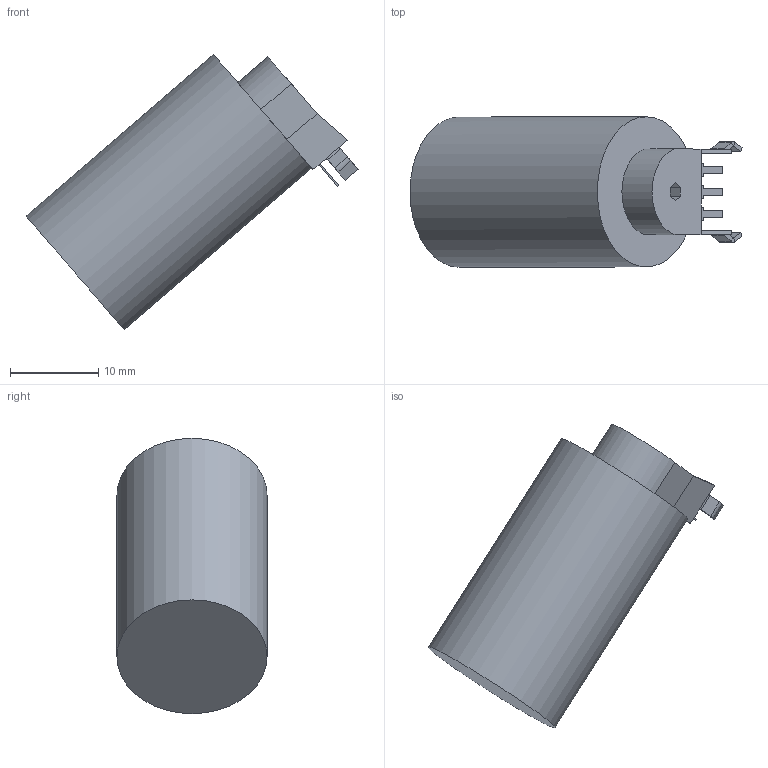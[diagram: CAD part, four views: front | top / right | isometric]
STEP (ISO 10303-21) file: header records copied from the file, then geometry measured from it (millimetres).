
FILE_DESCRIPTION(('FreeCAD Model'),'2;1');
FILE_NAME('CEN979012RO2_Kailh_Red_Encoder_9mm.step','2020-12-24T02:45:27',(''),(''), 'Open CASCADE STEP processor 7.4','FreeCAD','Unknown');
FILE_SCHEMA(('AUTOMOTIVE_DESIGN { 1 0 10303 214 1 1 1 1 }'));
Length unit declared in the file: millimetre
Products named in the file (3): Unnamed; CEN979012RO2_Kailh_Red_Encoder_9mm; Knob
Assembly tree (2 placements, depth 2):
  Unnamed
    CEN979012RO2_Kailh_Red_Encoder_9mm
    Knob
Bounding box: 37.58 x 17 x 31.16 mm (x, y, z)
Volume: 6453.8 mm3; surface area: 2709.8 mm2
Topology: 2 solids, 2 shells, 91 faces, 212 edges, 128 vertices
Faces by surface type: plane 76, cylinder 11, bspline 4
Full cylindrical faces by diameter (mm): 4 x1, 17 x1
Entity records: 2571 total; most frequent: CARTESIAN_POINT 454, ORIENTED_EDGE 424, DIRECTION 406, EDGE_CURVE 212, LINE 182, VECTOR 182, VERTEX_POINT 128, AXIS2_PLACEMENT_3D 112
